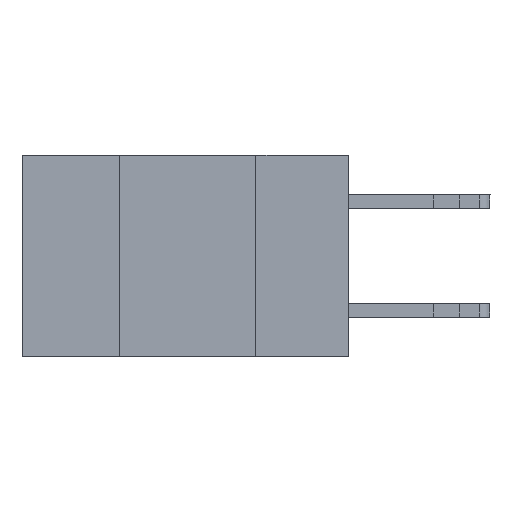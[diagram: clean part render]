
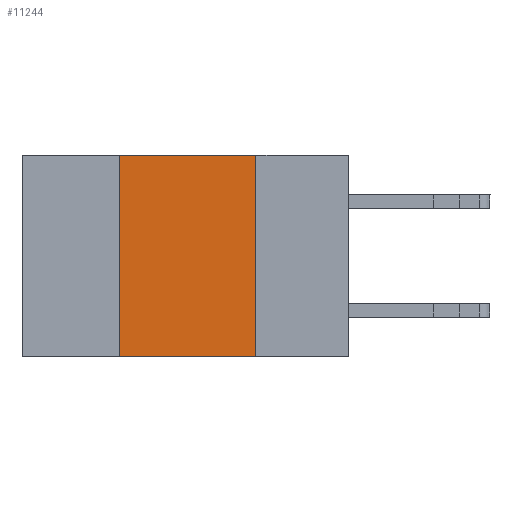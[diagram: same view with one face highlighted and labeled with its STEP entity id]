
A CAD part, left-side view. The second image highlights one B-rep face of the part: STEP entity #11244.
In plain terms, the highlighted planar face has unit normal (-1, 0, 0).
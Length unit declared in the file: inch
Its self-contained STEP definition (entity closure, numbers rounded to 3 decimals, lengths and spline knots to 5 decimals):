
#1129 = PLANE ( 'NONE',  #11910 ) ;
#1402 = EDGE_CURVE ( 'NONE', #7085, #3668, #12292, .T. ) ;
#1436 = CARTESIAN_POINT ( 'NONE',  ( 0., 0.6, 0. ) ) ;
#2028 = VECTOR ( 'NONE', #7185, 39.37008 ) ;
#2142 = EDGE_CURVE ( 'NONE', #5157, #3668, #10434, .T. ) ;
#2168 = ORIENTED_EDGE ( 'NONE', *, *, #2142, .F. ) ;
#2975 = ORIENTED_EDGE ( 'NONE', *, *, #5079, .F. ) ;
#3017 = ORIENTED_EDGE ( 'NONE', *, *, #10905, .F. ) ;
#3668 = VERTEX_POINT ( 'NONE', #13636 ) ;
#4581 = DIRECTION ( 'NONE',  ( 1., 0., 0. ) ) ;
#4892 = LINE ( 'NONE', #1436, #2028 ) ;
#5079 = EDGE_CURVE ( 'NONE', #7085, #14421, #5657, .T. ) ;
#5157 = VERTEX_POINT ( 'NONE', #7483 ) ;
#5609 = DIRECTION ( 'NONE',  ( 0., 0., -1. ) ) ;
#5657 = LINE ( 'NONE', #9144, #8237 ) ;
#5713 = CARTESIAN_POINT ( 'NONE',  ( 0., 0.42, 0. ) ) ;
#7085 = VERTEX_POINT ( 'NONE', #7378 ) ;
#7185 = DIRECTION ( 'NONE',  ( 0., -1., 0. ) ) ;
#7378 = CARTESIAN_POINT ( 'NONE',  ( 0., 0.42, -0.37 ) ) ;
#7452 = VECTOR ( 'NONE', #13664, 39.37008 ) ;
#7483 = CARTESIAN_POINT ( 'NONE',  ( 0., 0.17, 0. ) ) ;
#8062 = CARTESIAN_POINT ( 'NONE',  ( 0., 0.6, 0. ) ) ;
#8237 = VECTOR ( 'NONE', #13550, 39.37008 ) ;
#8790 = ORIENTED_EDGE ( 'NONE', *, *, #1402, .T. ) ;
#9144 = CARTESIAN_POINT ( 'NONE',  ( 0., 0.42, 0. ) ) ;
#9365 = VECTOR ( 'NONE', #13307, 39.37008 ) ;
#9444 = EDGE_LOOP ( 'NONE', ( #2168, #3017, #2975, #8790 ) ) ;
#10230 = CARTESIAN_POINT ( 'NONE',  ( 0., 0.17, 0. ) ) ;
#10434 = LINE ( 'NONE', #10230, #7452 ) ;
#10905 = EDGE_CURVE ( 'NONE', #14421, #5157, #4892, .T. ) ;
#11244 = ADVANCED_FACE ( 'NONE', ( #12357 ), #1129, .F. ) ;
#11910 = AXIS2_PLACEMENT_3D ( 'NONE', #8062, #4581, #5609 ) ;
#12292 = LINE ( 'NONE', #14420, #9365 ) ;
#12357 = FACE_OUTER_BOUND ( 'NONE', #9444, .T. ) ;
#13307 = DIRECTION ( 'NONE',  ( 0., -1., 0. ) ) ;
#13550 = DIRECTION ( 'NONE',  ( 0., 0., 1. ) ) ;
#13636 = CARTESIAN_POINT ( 'NONE',  ( 0., 0.17, -0.37 ) ) ;
#13664 = DIRECTION ( 'NONE',  ( 0., 0., -1. ) ) ;
#14420 = CARTESIAN_POINT ( 'NONE',  ( 0., 0.6, -0.37 ) ) ;
#14421 = VERTEX_POINT ( 'NONE', #5713 ) ;
